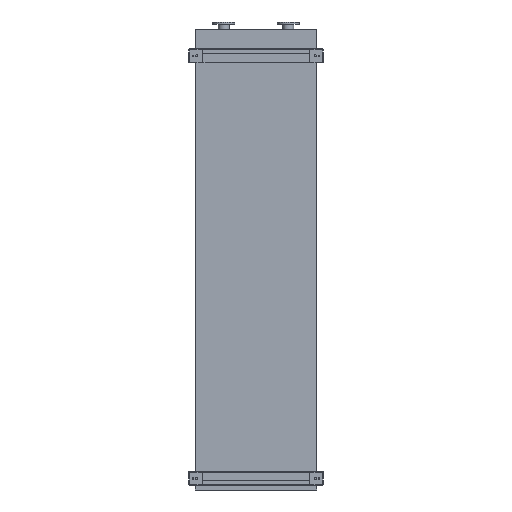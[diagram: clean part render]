
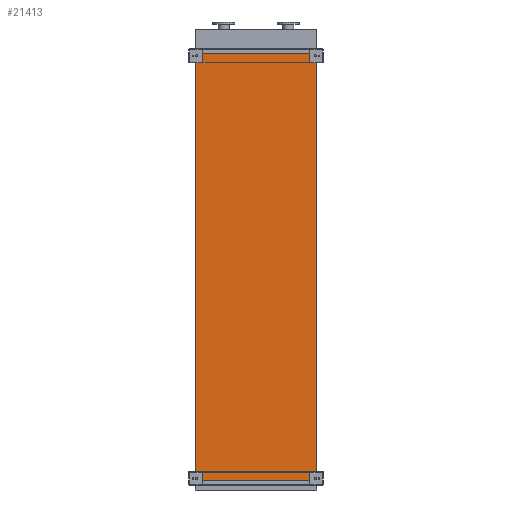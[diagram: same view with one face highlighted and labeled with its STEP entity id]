
A CAD part, front view. The second image highlights one B-rep face of the part: STEP entity #21413.
In plain terms, the highlighted planar face has unit normal (0, -1, 0).
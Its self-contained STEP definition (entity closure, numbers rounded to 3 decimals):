
#278 = VECTOR ( 'NONE', #20647, 1000. ) ;
#543 = CARTESIAN_POINT ( 'NONE',  ( 605., 0., -4250. ) ) ;
#1920 = CARTESIAN_POINT ( 'NONE',  ( -605., 0., 0. ) ) ;
#2156 = AXIS2_PLACEMENT_3D ( 'NONE', #11352, #2228, #15154 ) ;
#2228 = DIRECTION ( 'NONE',  ( 0., -1., 0. ) ) ;
#2894 = EDGE_CURVE ( 'NONE', #13682, #12414, #12770, .T. ) ;
#2910 = VERTEX_POINT ( 'NONE', #19056 ) ;
#4347 = ORIENTED_EDGE ( 'NONE', *, *, #7806, .T. ) ;
#4704 = LINE ( 'NONE', #543, #9634 ) ;
#5504 = DIRECTION ( 'NONE',  ( 1., 0., 0. ) ) ;
#6278 = ORIENTED_EDGE ( 'NONE', *, *, #15867, .F. ) ;
#7806 = EDGE_CURVE ( 'NONE', #2910, #12414, #4704, .T. ) ;
#9255 = CARTESIAN_POINT ( 'NONE',  ( -605., 0., -4250. ) ) ;
#9634 = VECTOR ( 'NONE', #11621, 1000. ) ;
#10677 = LINE ( 'NONE', #15093, #278 ) ;
#11352 = CARTESIAN_POINT ( 'NONE',  ( -605., 0., -4250. ) ) ;
#11621 = DIRECTION ( 'NONE',  ( 0., 0., 1. ) ) ;
#12271 = VECTOR ( 'NONE', #5504, 1000. ) ;
#12414 = VERTEX_POINT ( 'NONE', #22192 ) ;
#12770 = LINE ( 'NONE', #15362, #22605 ) ;
#13682 = VERTEX_POINT ( 'NONE', #1920 ) ;
#14108 = EDGE_LOOP ( 'NONE', ( #23430, #6278, #23236, #4347 ) ) ;
#15093 = CARTESIAN_POINT ( 'NONE',  ( -605., 0., -4250. ) ) ;
#15154 = DIRECTION ( 'NONE',  ( 0., 0., -1. ) ) ;
#15362 = CARTESIAN_POINT ( 'NONE',  ( -605., 0., 0. ) ) ;
#15867 = EDGE_CURVE ( 'NONE', #21292, #13682, #10677, .T. ) ;
#17140 = DIRECTION ( 'NONE',  ( 1., 0., 0. ) ) ;
#17710 = FACE_OUTER_BOUND ( 'NONE', #14108, .T. ) ;
#17779 = LINE ( 'NONE', #18454, #12271 ) ;
#18454 = CARTESIAN_POINT ( 'NONE',  ( -605., 0., -4250. ) ) ;
#19056 = CARTESIAN_POINT ( 'NONE',  ( 605., 0., -4250. ) ) ;
#19952 = EDGE_CURVE ( 'NONE', #21292, #2910, #17779, .T. ) ;
#20647 = DIRECTION ( 'NONE',  ( 0., 0., 1. ) ) ;
#21292 = VERTEX_POINT ( 'NONE', #9255 ) ;
#21413 = ADVANCED_FACE ( 'NONE', ( #17710 ), #22507, .T. ) ;
#22192 = CARTESIAN_POINT ( 'NONE',  ( 605., 0., 0. ) ) ;
#22507 = PLANE ( 'NONE',  #2156 ) ;
#22605 = VECTOR ( 'NONE', #17140, 1000. ) ;
#23236 = ORIENTED_EDGE ( 'NONE', *, *, #19952, .T. ) ;
#23430 = ORIENTED_EDGE ( 'NONE', *, *, #2894, .F. ) ;
